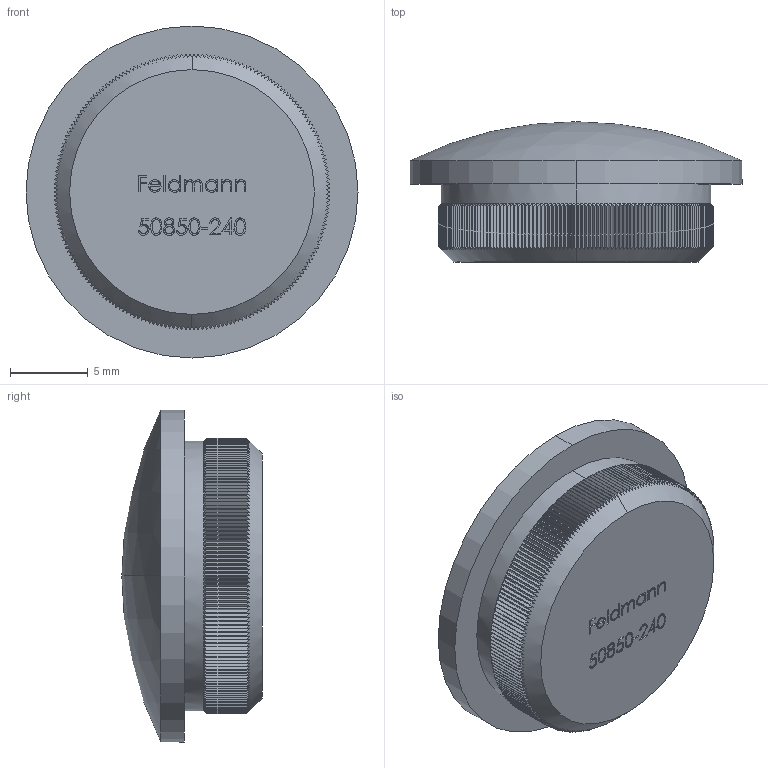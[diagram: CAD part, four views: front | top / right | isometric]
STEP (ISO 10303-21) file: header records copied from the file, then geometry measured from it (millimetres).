
FILE_DESCRIPTION (( 'STEP AP203' ), '1' );
FILE_NAME ('50850-240.step', '2018-12-03T10:30:22', ( '' ), ( '' ), 'SwSTEP 2.0', 'SolidWorks 2015', '' );
FILE_SCHEMA (( 'CONFIG_CONTROL_DESIGN' ));
Products named in the file (1): 50850-240
Bounding box: 21.3 x 9 x 21.3 mm (x, y, z)
Volume: 2163.4 mm3; surface area: 1227.5 mm2
Topology: 1 solids, 1 shells, 1079 faces, 2727 edges, 1677 vertices
Faces by surface type: plane 537, cylinder 214, cone 212, bspline 114, sphere 2
Entity records: 39416 total; most frequent: CARTESIAN_POINT 15522, ORIENTED_EDGE 5454, DIRECTION 4233, EDGE_CURVE 2727, VERTEX_POINT 1677, AXIS2_PLACEMENT_3D 1608, EDGE_LOOP 1106, ADVANCED_FACE 1079
